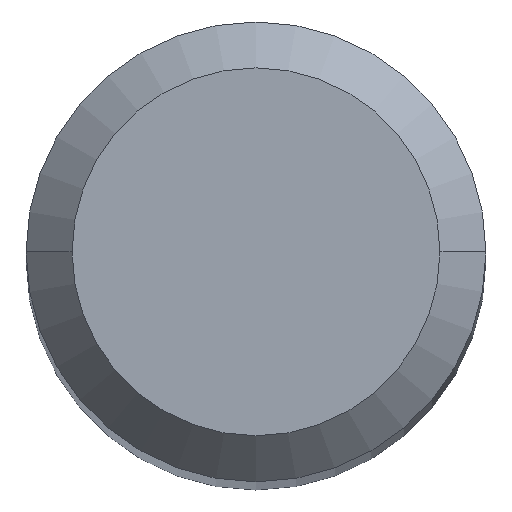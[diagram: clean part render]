
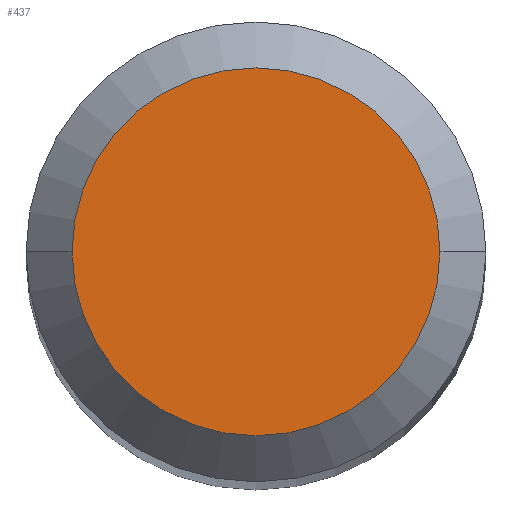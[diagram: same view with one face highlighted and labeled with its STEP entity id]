
A CAD part, top view. The second image highlights one B-rep face of the part: STEP entity #437.
In plain terms, the highlighted planar face has unit normal (0, 0, 1).
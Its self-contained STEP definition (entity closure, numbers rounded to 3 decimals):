
#45 = CIRCLE ( 'NONE', #93, 1.2 ) ;
#59 = CIRCLE ( 'NONE', #537, 1.2 ) ;
#68 = CARTESIAN_POINT ( 'NONE',  ( 0., 0., 38. ) ) ;
#75 = DIRECTION ( 'NONE',  ( 1., 0., 0. ) ) ;
#93 = AXIS2_PLACEMENT_3D ( 'NONE', #68, #176, #75 ) ;
#102 = FACE_OUTER_BOUND ( 'NONE', #533, .T. ) ;
#118 = EDGE_CURVE ( 'NONE', #475, #269, #45, .T. ) ;
#148 = DIRECTION ( 'NONE',  ( 0., 0., 1. ) ) ;
#152 = CARTESIAN_POINT ( 'NONE',  ( 0., 0., 38. ) ) ;
#176 = DIRECTION ( 'NONE',  ( 0., 0., 1. ) ) ;
#205 = CARTESIAN_POINT ( 'NONE',  ( 0., 1.5, 38. ) ) ;
#210 = DIRECTION ( 'NONE',  ( 1., 0., 0. ) ) ;
#243 = CARTESIAN_POINT ( 'NONE',  ( -1.2, 0., 38. ) ) ;
#251 = ORIENTED_EDGE ( 'NONE', *, *, #623, .T. ) ;
#269 = VERTEX_POINT ( 'NONE', #499 ) ;
#311 = DIRECTION ( 'NONE',  ( 1., 0., 0. ) ) ;
#437 = ADVANCED_FACE ( 'NONE', ( #102 ), #675, .T. ) ;
#459 = AXIS2_PLACEMENT_3D ( 'NONE', #205, #148, #311 ) ;
#475 = VERTEX_POINT ( 'NONE', #243 ) ;
#477 = ORIENTED_EDGE ( 'NONE', *, *, #118, .T. ) ;
#499 = CARTESIAN_POINT ( 'NONE',  ( 1.2, 0., 38. ) ) ;
#533 = EDGE_LOOP ( 'NONE', ( #477, #251 ) ) ;
#537 = AXIS2_PLACEMENT_3D ( 'NONE', #152, #612, #210 ) ;
#612 = DIRECTION ( 'NONE',  ( 0., 0., 1. ) ) ;
#623 = EDGE_CURVE ( 'NONE', #269, #475, #59, .T. ) ;
#675 = PLANE ( 'NONE',  #459 ) ;
